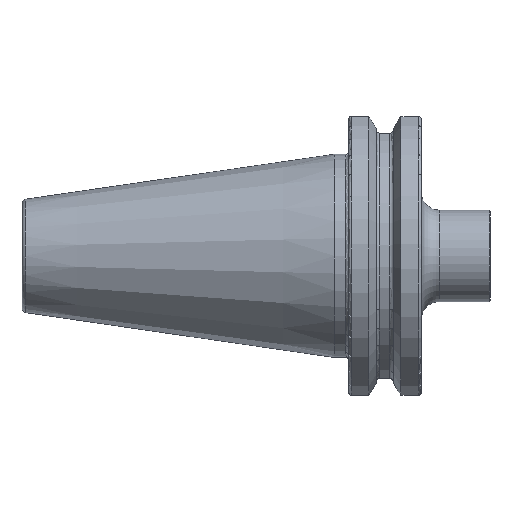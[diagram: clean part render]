
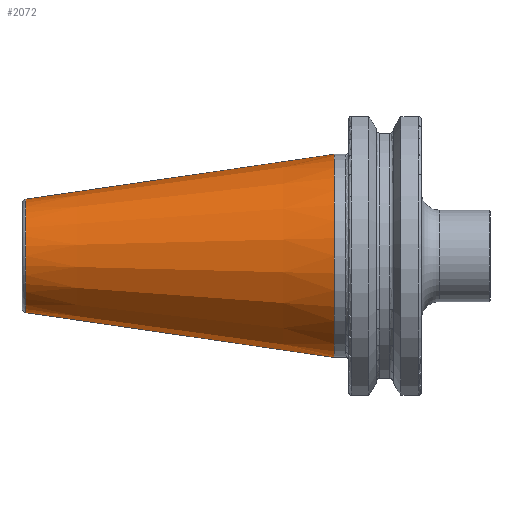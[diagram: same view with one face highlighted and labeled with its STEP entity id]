
A CAD part, front view. The second image highlights one B-rep face of the part: STEP entity #2072.
In plain terms, the highlighted conical face has half-angle 8.297 degrees and reference radius 22.225 mm.
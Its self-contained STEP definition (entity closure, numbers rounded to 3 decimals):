
#64 = DIRECTION ( 'NONE',  ( -1., 0., 0. ) ) ;
#562 = CARTESIAN_POINT ( 'NONE',  ( 0., 0., 0. ) ) ;
#574 = VECTOR ( 'NONE', #4931, 1000. ) ;
#622 = DIRECTION ( 'NONE',  ( 0., 0., -1. ) ) ;
#813 = CONICAL_SURFACE ( 'NONE', #3646, 22.225, 0.145 ) ;
#891 = CARTESIAN_POINT ( 'NONE',  ( 0., 0., -22.225 ) ) ;
#1281 = DIRECTION ( 'NONE',  ( 0., 0., 1. ) ) ;
#1348 = DIRECTION ( 'NONE',  ( -1., 0., 0. ) ) ;
#1370 = CARTESIAN_POINT ( 'NONE',  ( 0., 0., 0. ) ) ;
#1384 = EDGE_CURVE ( 'NONE', #2935, #3041, #3439, .T. ) ;
#1460 = DIRECTION ( 'NONE',  ( 1., 0., 0. ) ) ;
#1871 = DIRECTION ( 'NONE',  ( 0.99, 0., 0.144 ) ) ;
#1873 = ORIENTED_EDGE ( 'NONE', *, *, #4806, .T. ) ;
#1977 = DIRECTION ( 'NONE',  ( 0., 0., 1. ) ) ;
#2027 = ORIENTED_EDGE ( 'NONE', *, *, #2947, .T. ) ;
#2072 = ADVANCED_FACE ( 'NONE', ( #3589 ), #813, .T. ) ;
#2142 = CARTESIAN_POINT ( 'NONE',  ( 0., 0., 22.225 ) ) ;
#2368 = CARTESIAN_POINT ( 'NONE',  ( -67.394, 0., -12.397 ) ) ;
#2789 = VERTEX_POINT ( 'NONE', #891 ) ;
#2935 = VERTEX_POINT ( 'NONE', #2368 ) ;
#2938 = EDGE_CURVE ( 'NONE', #3041, #4989, #5531, .T. ) ;
#2947 = EDGE_CURVE ( 'NONE', #2789, #4989, #3098, .T. ) ;
#3041 = VERTEX_POINT ( 'NONE', #5687 ) ;
#3098 = CIRCLE ( 'NONE', #4017, 22.225 ) ;
#3129 = CARTESIAN_POINT ( 'NONE',  ( 0., 0., 22.225 ) ) ;
#3234 = VECTOR ( 'NONE', #1871, 1000. ) ;
#3439 = CIRCLE ( 'NONE', #3679, 12.397 ) ;
#3589 = FACE_OUTER_BOUND ( 'NONE', #5162, .T. ) ;
#3646 = AXIS2_PLACEMENT_3D ( 'NONE', #562, #1460, #622 ) ;
#3679 = AXIS2_PLACEMENT_3D ( 'NONE', #4647, #64, #1977 ) ;
#3863 = ORIENTED_EDGE ( 'NONE', *, *, #2938, .F. ) ;
#4002 = ORIENTED_EDGE ( 'NONE', *, *, #1384, .F. ) ;
#4017 = AXIS2_PLACEMENT_3D ( 'NONE', #1370, #1348, #1281 ) ;
#4112 = LINE ( 'NONE', #5001, #574 ) ;
#4647 = CARTESIAN_POINT ( 'NONE',  ( -67.394, 0., 0. ) ) ;
#4806 = EDGE_CURVE ( 'NONE', #2935, #2789, #4112, .T. ) ;
#4931 = DIRECTION ( 'NONE',  ( 0.99, 0., -0.144 ) ) ;
#4989 = VERTEX_POINT ( 'NONE', #3129 ) ;
#5001 = CARTESIAN_POINT ( 'NONE',  ( 0., 0., -22.225 ) ) ;
#5162 = EDGE_LOOP ( 'NONE', ( #3863, #4002, #1873, #2027 ) ) ;
#5531 = LINE ( 'NONE', #2142, #3234 ) ;
#5687 = CARTESIAN_POINT ( 'NONE',  ( -67.394, 0., 12.397 ) ) ;
